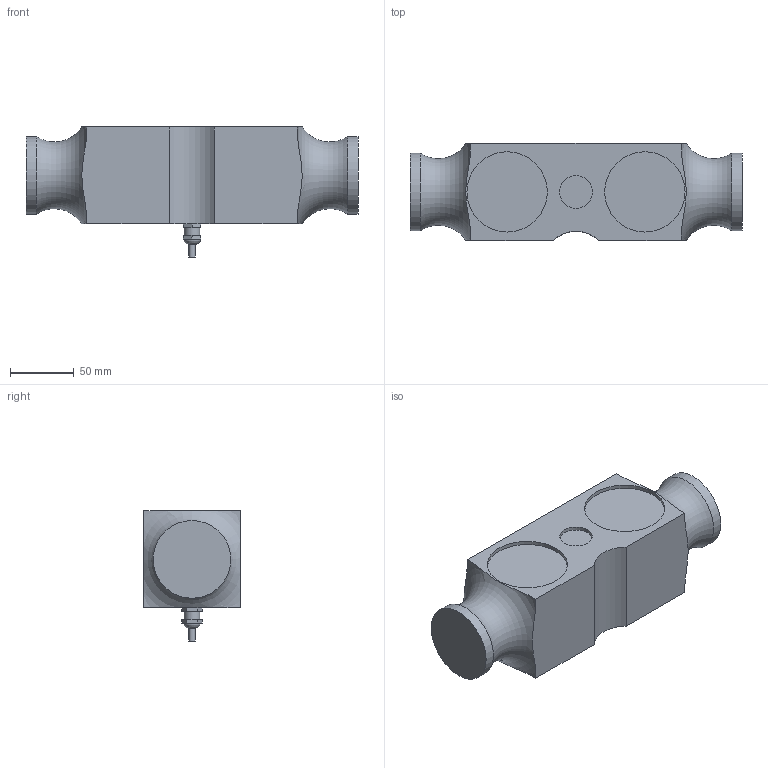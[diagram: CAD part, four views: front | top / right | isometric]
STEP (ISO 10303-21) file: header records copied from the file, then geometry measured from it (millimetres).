
FILE_DESCRIPTION(/* description */ (''),/* implementation_level */ '2;1');
FILE_NAME(/* name */ '102RH-(100-125)klb v2.step',/* time_stamp */ '2020-01-27T11:22:22-08:00',/* author */ (''),/* organization */ (''),/* preprocessor_version */ 'ST-DEVELOPER v18',/* originating_system */ 'Autodesk Translation Framework v8.12.0.6',/* authorisation */ '');
FILE_SCHEMA (('AUTOMOTIVE_DESIGN { 1 0 10303 214 3 1 1 }'));
Length unit declared in the file: inch
Products named in the file (2): 102RH-(100-125)klb; Connector
Assembly tree (1 placements, depth 2):
  102RH-(100-125)klb
    Connector
Bounding box: 260.35 x 75.95 x 101.98 mm (x, y, z)
Volume: 1177193 mm3; surface area: 81962 mm2
Topology: 2 solids, 2 shells, 48 faces, 104 edges, 70 vertices
Faces by surface type: plane 31, cylinder 13, torus 2, bspline 1, cone 1
Full cylindrical faces by diameter (mm): 5.1 x1, 10 x1, 12 x2, 13 x1, 25.8 x1, 60.96 x2, 63 x4
Entity records: 1578 total; most frequent: CARTESIAN_POINT 455, DIRECTION 229, ORIENTED_EDGE 206, EDGE_CURVE 103, AXIS2_PLACEMENT_3D 86, VERTEX_POINT 70, EDGE_LOOP 59, LINE 57
